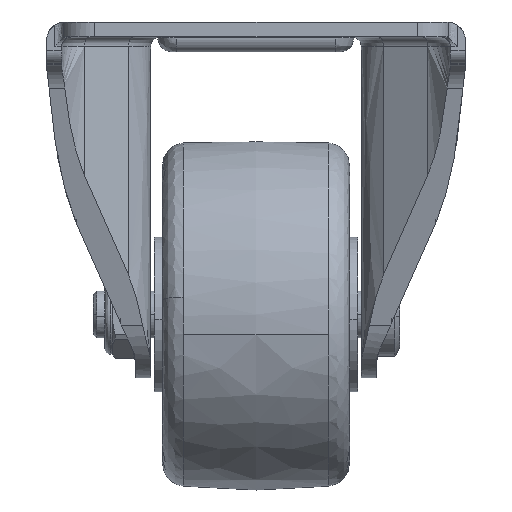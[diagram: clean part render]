
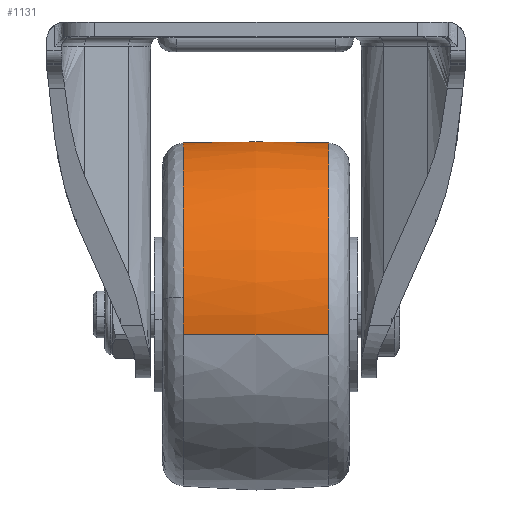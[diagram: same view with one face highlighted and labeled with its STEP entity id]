
A CAD part, left-side view. The second image highlights one B-rep face of the part: STEP entity #1131.
In plain terms, the highlighted free-form (B-spline) face has degree [2, 2] with [3, 9] control points.
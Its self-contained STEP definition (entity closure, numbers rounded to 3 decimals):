
#686=CARTESIAN_POINT('',(36.461,-15.517,-58.359));
#687=VERTEX_POINT('',#686);
#701=CARTESIAN_POINT('',(0.0,-15.517,-25.805));
#702=VERTEX_POINT('',#701);
#703=CARTESIAN_POINT('',(0.0,-15.517,-25.805));
#704=CARTESIAN_POINT('',(32.763,-15.517,-25.805));
#705=CARTESIAN_POINT('',(36.461,-15.517,-58.359));
#713=(BOUNDED_CURVE()B_SPLINE_CURVE(2,(#703,#704,#705),.UNSPECIFIED.,.F.,.U.)B_SPLINE_CURVE_WITH_KNOTS((3,3),(0.0,0.23),.UNSPECIFIED.)CURVE()GEOMETRIC_REPRESENTATION_ITEM()RATIONAL_B_SPLINE_CURVE((1.0,0.73,0.958))REPRESENTATION_ITEM(''));
#714=EDGE_CURVE('',#702,#687,#713,.T.);
#716=CARTESIAN_POINT('',(-36.45,-15.517,-66.737));
#717=VERTEX_POINT('',#716);
#718=CARTESIAN_POINT('',(-36.45,-15.517,-66.737));
#719=CARTESIAN_POINT('',(-36.695,-15.517,-64.626));
#720=CARTESIAN_POINT('',(-36.695,-15.517,-62.5));
#721=CARTESIAN_POINT('',(-36.695,-15.517,-25.805));
#722=CARTESIAN_POINT('',(0.0,-15.517,-25.805));
#730=(BOUNDED_CURVE()B_SPLINE_CURVE(2,(#718,#719,#720,#721,#722),.UNSPECIFIED.,.F.,.U.)B_SPLINE_CURVE_WITH_KNOTS((3,2,3),(0.73,0.75,1.0),.UNSPECIFIED.)CURVE()GEOMETRIC_REPRESENTATION_ITEM()RATIONAL_B_SPLINE_CURVE((0.957,0.977,1.0,0.707,1.0))REPRESENTATION_ITEM(''));
#731=EDGE_CURVE('',#717,#702,#730,.T.);
#733=CARTESIAN_POINT('',(0.0,-15.517,-99.195));
#734=VERTEX_POINT('',#733);
#748=CARTESIAN_POINT('',(14.671,-15.517,-96.135));
#749=VERTEX_POINT('',#748);
#750=CARTESIAN_POINT('',(14.671,-15.517,-96.135));
#751=CARTESIAN_POINT('',(7.655,-15.517,-99.195));
#752=CARTESIAN_POINT('',(0.0,-15.517,-99.195));
#760=(BOUNDED_CURVE()B_SPLINE_CURVE(2,(#750,#751,#752),.UNSPECIFIED.,.F.,.U.)B_SPLINE_CURVE_WITH_KNOTS((3,3),(0.432,0.5),.UNSPECIFIED.)CURVE()GEOMETRIC_REPRESENTATION_ITEM()RATIONAL_B_SPLINE_CURVE((0.884,0.92,1.0))REPRESENTATION_ITEM(''));
#761=EDGE_CURVE('',#749,#734,#760,.T.);
#812=CARTESIAN_POINT('',(36.461,-15.517,-58.359));
#813=CARTESIAN_POINT('',(36.695,-15.517,-60.423));
#814=CARTESIAN_POINT('',(36.695,-15.517,-62.5));
#815=CARTESIAN_POINT('',(36.695,-15.517,-86.528));
#816=CARTESIAN_POINT('',(14.671,-15.517,-96.135));
#824=(BOUNDED_CURVE()B_SPLINE_CURVE(2,(#812,#813,#814,#815,#816),.UNSPECIFIED.,.F.,.U.)B_SPLINE_CURVE_WITH_KNOTS((3,2,3),(0.23,0.25,0.432),.UNSPECIFIED.)CURVE()GEOMETRIC_REPRESENTATION_ITEM()RATIONAL_B_SPLINE_CURVE((0.958,0.977,1.0,0.787,0.884))REPRESENTATION_ITEM(''));
#825=EDGE_CURVE('',#687,#749,#824,.T.);
#854=CARTESIAN_POINT('',(35.841,15.517,-70.374));
#855=VERTEX_POINT('',#854);
#856=CARTESIAN_POINT('',(0.0,15.517,-99.195));
#857=VERTEX_POINT('',#856);
#858=CARTESIAN_POINT('',(35.841,15.517,-70.374));
#859=CARTESIAN_POINT('',(29.509,15.517,-99.195));
#860=CARTESIAN_POINT('',(0.0,15.517,-99.195));
#868=(BOUNDED_CURVE()B_SPLINE_CURVE(2,(#858,#859,#860),.UNSPECIFIED.,.F.,.U.)B_SPLINE_CURVE_WITH_KNOTS((3,3),(0.287,0.5),.UNSPECIFIED.)CURVE()GEOMETRIC_REPRESENTATION_ITEM()RATIONAL_B_SPLINE_CURVE((0.927,0.75,1.0))REPRESENTATION_ITEM(''));
#869=EDGE_CURVE('',#855,#857,#868,.T.);
#871=CARTESIAN_POINT('',(-36.45,15.517,-66.737));
#872=VERTEX_POINT('',#871);
#886=CARTESIAN_POINT('',(-36.51,15.517,-58.817));
#887=VERTEX_POINT('',#886);
#888=CARTESIAN_POINT('',(-36.45,15.517,-66.737));
#889=CARTESIAN_POINT('',(-36.695,15.517,-64.626));
#890=CARTESIAN_POINT('',(-36.695,15.517,-62.5));
#891=CARTESIAN_POINT('',(-36.695,15.517,-60.654));
#892=CARTESIAN_POINT('',(-36.51,15.517,-58.817));
#900=(BOUNDED_CURVE()B_SPLINE_CURVE(2,(#888,#889,#890,#891,#892),.UNSPECIFIED.,.F.,.U.)B_SPLINE_CURVE_WITH_KNOTS((3,2,3),(0.73,0.75,0.767),.UNSPECIFIED.)CURVE()GEOMETRIC_REPRESENTATION_ITEM()RATIONAL_B_SPLINE_CURVE((0.957,0.977,1.0,0.98,0.962))REPRESENTATION_ITEM(''));
#901=EDGE_CURVE('',#872,#887,#900,.T.);
#995=CARTESIAN_POINT('',(0.0,15.517,-25.805));
#996=VERTEX_POINT('',#995);
#997=CARTESIAN_POINT('',(0.0,15.517,-25.805));
#998=CARTESIAN_POINT('',(36.695,15.517,-25.805));
#999=CARTESIAN_POINT('',(36.695,15.517,-62.5));
#1000=CARTESIAN_POINT('',(36.695,15.517,-66.483));
#1001=CARTESIAN_POINT('',(35.841,15.517,-70.374));
#1009=(BOUNDED_CURVE()B_SPLINE_CURVE(2,(#997,#998,#999,#1000,#1001),.UNSPECIFIED.,.F.,.U.)B_SPLINE_CURVE_WITH_KNOTS((3,2,3),(0.0,0.25,0.287),.UNSPECIFIED.)CURVE()GEOMETRIC_REPRESENTATION_ITEM()RATIONAL_B_SPLINE_CURVE((1.0,0.707,1.0,0.957,0.927))REPRESENTATION_ITEM(''));
#1010=EDGE_CURVE('',#996,#855,#1009,.T.);
#1044=CARTESIAN_POINT('',(-36.51,15.517,-58.817));
#1045=CARTESIAN_POINT('',(-33.18,15.517,-25.805));
#1046=CARTESIAN_POINT('',(0.0,15.517,-25.805));
#1054=(BOUNDED_CURVE()B_SPLINE_CURVE(2,(#1044,#1045,#1046),.UNSPECIFIED.,.F.,.U.)B_SPLINE_CURVE_WITH_KNOTS((3,3),(0.767,1.0),.UNSPECIFIED.)CURVE()GEOMETRIC_REPRESENTATION_ITEM()RATIONAL_B_SPLINE_CURVE((0.962,0.728,1.0))REPRESENTATION_ITEM(''));
#1055=EDGE_CURVE('',#887,#996,#1054,.T.);
#1060=CARTESIAN_POINT('',(-36.283,17.058,-66.718));
#1061=CARTESIAN_POINT('',(-38.222,0.,-66.943));
#1062=CARTESIAN_POINT('',(-36.283,-17.058,-66.718));
#1063=CARTESIAN_POINT('',(-36.527,17.058,-64.616));
#1064=CARTESIAN_POINT('',(-38.479,0.,-64.729));
#1065=CARTESIAN_POINT('',(-36.527,-17.058,-64.616));
#1066=CARTESIAN_POINT('',(-36.527,17.058,-62.5));
#1067=CARTESIAN_POINT('',(-38.479,0.,-62.5));
#1068=CARTESIAN_POINT('',(-36.527,-17.058,-62.5));
#1069=CARTESIAN_POINT('',(-36.527,17.058,-25.973));
#1070=CARTESIAN_POINT('',(-38.479,0.,-24.021));
#1071=CARTESIAN_POINT('',(-36.527,-17.058,-25.973));
#1072=CARTESIAN_POINT('',(0.0,17.058,-25.973));
#1073=CARTESIAN_POINT('',(0.0,0.,-24.021));
#1074=CARTESIAN_POINT('',(0.0,-17.058,-25.973));
#1075=CARTESIAN_POINT('',(36.527,17.058,-25.973));
#1076=CARTESIAN_POINT('',(38.479,0.,-24.021));
#1077=CARTESIAN_POINT('',(36.527,-17.058,-25.973));
#1078=CARTESIAN_POINT('',(36.527,17.058,-62.5));
#1079=CARTESIAN_POINT('',(38.479,0.,-62.5));
#1080=CARTESIAN_POINT('',(36.527,-17.058,-62.5));
#1081=CARTESIAN_POINT('',(36.527,17.058,-99.027));
#1082=CARTESIAN_POINT('',(38.479,0.,-100.979));
#1083=CARTESIAN_POINT('',(36.527,-17.058,-99.027));
#1084=CARTESIAN_POINT('',(0.0,17.058,-99.027));
#1085=CARTESIAN_POINT('',(0.0,0.,-100.979));
#1086=CARTESIAN_POINT('',(0.0,-17.058,-99.027));
#1094=(BOUNDED_SURFACE()B_SPLINE_SURFACE(2,2,((#1060,#1063,#1066,#1069,#1072,#1075,#1078,#1081,#1084),(#1061,#1064,#1067,#1070,#1073,#1076,#1079,#1082,#1085),(#1062,#1065,#1068,#1071,#1074,#1077,#1080,#1083,#1086)),.UNSPECIFIED.,.F.,.F.,.U.)B_SPLINE_SURFACE_WITH_KNOTS((3,3),(3,2,2,2,3),(0.0,34.227),(0.0,4.971,67.103,129.235,191.367),.UNSPECIFIED.)GEOMETRIC_REPRESENTATION_ITEM()RATIONAL_B_SPLINE_SURFACE(((0.84,0.857,0.878,0.621,0.878,0.621,0.878,0.621,0.878),(0.835,0.852,0.872,0.617,0.872,0.617,0.872,0.617,0.872),(0.84,0.857,0.878,0.621,0.878,0.621,0.878,0.621,0.878)))REPRESENTATION_ITEM('')SURFACE());
#1095=ORIENTED_EDGE('',*,*,#731,.T.);
#1096=ORIENTED_EDGE('',*,*,#714,.T.);
#1097=ORIENTED_EDGE('',*,*,#825,.T.);
#1098=ORIENTED_EDGE('',*,*,#761,.T.);
#1099=CARTESIAN_POINT('',(0.0,15.517,-99.195));
#1100=CARTESIAN_POINT('',(0.0,0.,-100.809));
#1101=CARTESIAN_POINT('',(0.0,-15.517,-99.195));
#1109=(BOUNDED_CURVE()B_SPLINE_CURVE(2,(#1099,#1100,#1101),.UNSPECIFIED.,.F.,.U.)B_SPLINE_CURVE_WITH_KNOTS((3,3),(0.431,0.569),.UNSPECIFIED.)CURVE()GEOMETRIC_REPRESENTATION_ITEM()RATIONAL_B_SPLINE_CURVE((0.877,0.873,0.877))REPRESENTATION_ITEM(''));
#1110=EDGE_CURVE('',#857,#734,#1109,.T.);
#1111=ORIENTED_EDGE('',*,*,#1110,.F.);
#1112=ORIENTED_EDGE('',*,*,#869,.F.);
#1113=ORIENTED_EDGE('',*,*,#1010,.F.);
#1114=ORIENTED_EDGE('',*,*,#1055,.F.);
#1115=ORIENTED_EDGE('',*,*,#901,.F.);
#1116=CARTESIAN_POINT('',(-36.45,15.517,-66.737));
#1117=CARTESIAN_POINT('',(-38.053,0.,-66.923));
#1118=CARTESIAN_POINT('',(-36.45,-15.517,-66.737));
#1126=(BOUNDED_CURVE()B_SPLINE_CURVE(2,(#1116,#1117,#1118),.UNSPECIFIED.,.F.,.U.)B_SPLINE_CURVE_WITH_KNOTS((3,3),(0.431,0.569),.UNSPECIFIED.)CURVE()GEOMETRIC_REPRESENTATION_ITEM()RATIONAL_B_SPLINE_CURVE((0.84,0.835,0.84))REPRESENTATION_ITEM(''));
#1127=EDGE_CURVE('',#872,#717,#1126,.T.);
#1128=ORIENTED_EDGE('',*,*,#1127,.T.);
#1129=EDGE_LOOP('',(#1095,#1096,#1097,#1098,#1111,#1112,#1113,#1114,#1115,#1128));
#1130=FACE_OUTER_BOUND('',#1129,.T.);
#1131=ADVANCED_FACE('',(#1130),#1094,.T.);
